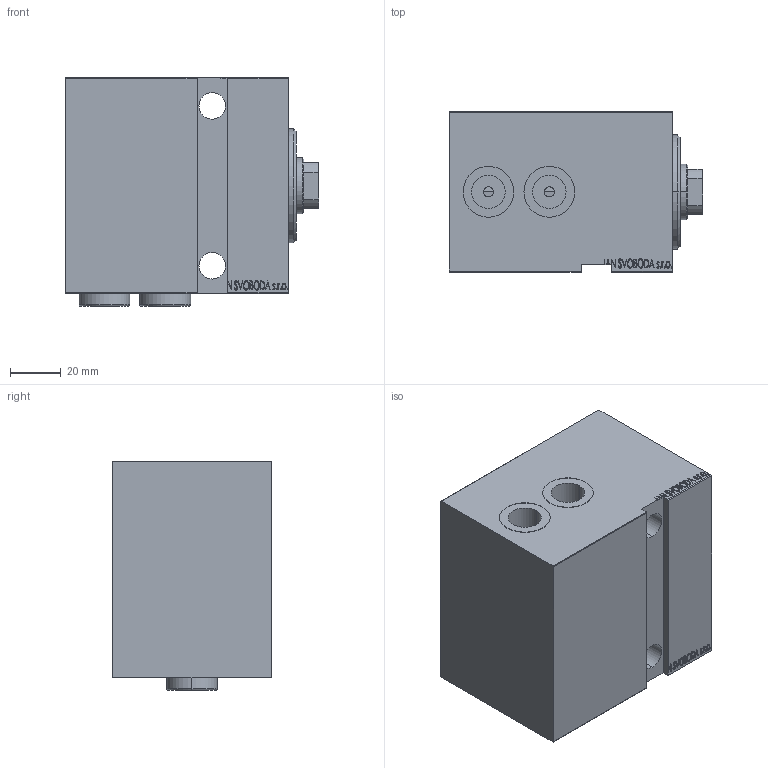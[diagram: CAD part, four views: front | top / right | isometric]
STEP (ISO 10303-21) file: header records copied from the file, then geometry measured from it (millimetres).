
FILE_DESCRIPTION (( 'STEP AP203' ), '1' );
FILE_NAME ('4c89.STEP', '2022-04-17T16:38:38', ( '' ), ( '' ), 'SwSTEP 2.0', 'SolidWorks 2019', '' );
FILE_SCHEMA (( 'CONFIG_CONTROL_DESIGN' ));
Length unit declared in the file: millimetre
Products named in the file (5): 4c89; V450CP_B_VCP 881d13c434f7587a7740644709adb92c; V450CP_E 881d13c434f7587a7740644709adb92c; PLUG 881d13c434f7587a7740644709adb92c; V450CP_VC_B 881d13c434f7587a7740644709adb92c
Assembly tree (5 placements, depth 2):
  4c89
    V450CP_E 881d13c434f7587a7740644709adb92c
    V450CP_B_VCP 881d13c434f7587a7740644709adb92c
    V450CP_VC_B 881d13c434f7587a7740644709adb92c
    PLUG 881d13c434f7587a7740644709adb92c  x2
Bounding box: 100 x 63 x 89.9 mm (x, y, z)
Volume: 447696.1 mm3; surface area: 78682.4 mm2
Topology: 5 solids, 5 shells, 887 faces, 2261 edges, 1491 vertices
Faces by surface type: plane 421, bspline 370, cylinder 74, cone 18, torus 4
Entity records: 43268 total; most frequent: CARTESIAN_POINT 24056, ORIENTED_EDGE 4438, DIRECTION 2645, EDGE_CURVE 2219, VERTEX_POINT 1467, LINE 1301, VECTOR 1301, EDGE_LOOP 986
